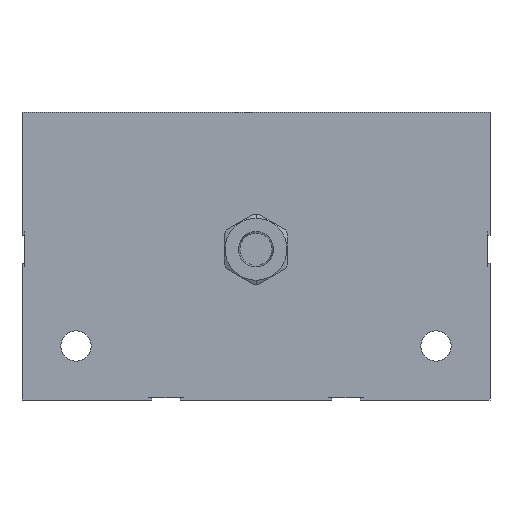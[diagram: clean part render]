
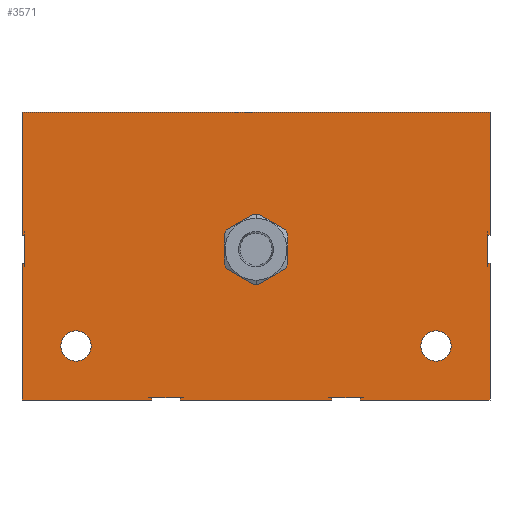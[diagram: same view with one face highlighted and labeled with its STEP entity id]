
A CAD part, left-side view. The second image highlights one B-rep face of the part: STEP entity #3571.
In plain terms, the highlighted planar face has unit normal (-1, 0, 0).
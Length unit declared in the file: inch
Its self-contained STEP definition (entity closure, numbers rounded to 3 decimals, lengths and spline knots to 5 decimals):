
#9=DIRECTION('',(0.,-1.,0.));
#10=VECTOR('',#9,1.80369);
#11=CARTESIAN_POINT('',(0.,0.,0.));
#12=LINE('',#11,#10);
#17=DIRECTION('',(0.,-1.,0.));
#18=VECTOR('',#17,2.10737);
#19=CARTESIAN_POINT('',(0.,-2.19631,0.));
#20=LINE('',#19,#18);
#21=DIRECTION('',(0.,-1.,0.));
#22=VECTOR('',#21,1.80369);
#23=CARTESIAN_POINT('',(0.,-4.69631,0.));
#24=LINE('',#23,#22);
#708=DIRECTION('',(0.,-1.,0.));
#709=VECTOR('',#708,6.5);
#710=CARTESIAN_POINT('',(0.,0.,4.));
#711=LINE('',#710,#709);
#744=CARTESIAN_POINT('',(0.,-3.25,2.094));
#745=DIRECTION('',(1.,0.,0.));
#746=DIRECTION('',(0.,0.,-1.));
#747=AXIS2_PLACEMENT_3D('',#744,#745,#746);
#749=CARTESIAN_POINT('',(0.,-3.25,2.094));
#750=DIRECTION('',(1.,0.,0.));
#751=DIRECTION('',(0.,0.,1.));
#752=AXIS2_PLACEMENT_3D('',#749,#750,#751);
#754=CARTESIAN_POINT('',(0.,-0.75,0.75));
#755=DIRECTION('',(1.,0.,0.));
#756=DIRECTION('',(0.,0.,-1.));
#757=AXIS2_PLACEMENT_3D('',#754,#755,#756);
#759=CARTESIAN_POINT('',(0.,-0.75,0.75));
#760=DIRECTION('',(1.,0.,0.));
#761=DIRECTION('',(0.,0.,1.));
#762=AXIS2_PLACEMENT_3D('',#759,#760,#761);
#764=CARTESIAN_POINT('',(0.,-5.75,0.75));
#765=DIRECTION('',(1.,0.,0.));
#766=DIRECTION('',(0.,0.,-1.));
#767=AXIS2_PLACEMENT_3D('',#764,#765,#766);
#769=CARTESIAN_POINT('',(0.,-5.75,0.75));
#770=DIRECTION('',(1.,0.,0.));
#771=DIRECTION('',(0.,0.,1.));
#772=AXIS2_PLACEMENT_3D('',#769,#770,#771);
#774=DIRECTION('',(0.,0.,1.));
#775=VECTOR('',#774,0.032);
#776=CARTESIAN_POINT('',(0.,-4.30369,0.));
#777=LINE('',#776,#775);
#778=DIRECTION('',(0.,0.,1.));
#779=VECTOR('',#778,0.032);
#780=CARTESIAN_POINT('',(0.,-2.19631,0.));
#781=LINE('',#780,#779);
#782=DIRECTION('',(0.,1.,0.));
#783=VECTOR('',#782,0.39263);
#784=CARTESIAN_POINT('',(0.,-2.19631,0.032));
#785=LINE('',#784,#783);
#786=DIRECTION('',(0.,0.,1.));
#787=VECTOR('',#786,0.032);
#788=CARTESIAN_POINT('',(0.,-1.80369,0.));
#789=LINE('',#788,#787);
#790=DIRECTION('',(0.,0.,1.));
#791=VECTOR('',#790,1.89769);
#792=CARTESIAN_POINT('',(0.,0.,0.));
#793=LINE('',#792,#791);
#794=DIRECTION('',(0.,-1.,0.));
#795=VECTOR('',#794,0.032);
#796=CARTESIAN_POINT('',(0.,0.,1.89769));
#797=LINE('',#796,#795);
#798=DIRECTION('',(0.,0.,-1.));
#799=VECTOR('',#798,0.39263);
#800=CARTESIAN_POINT('',(0.,-0.032,2.29031));
#801=LINE('',#800,#799);
#802=DIRECTION('',(0.,-1.,0.));
#803=VECTOR('',#802,0.032);
#804=CARTESIAN_POINT('',(0.,0.,2.29031));
#805=LINE('',#804,#803);
#806=DIRECTION('',(0.,0.,1.));
#807=VECTOR('',#806,1.70969);
#808=CARTESIAN_POINT('',(0.,0.,2.29031));
#809=LINE('',#808,#807);
#810=DIRECTION('',(0.,1.,0.));
#811=VECTOR('',#810,0.032);
#812=CARTESIAN_POINT('',(0.,-6.5,2.29031));
#813=LINE('',#812,#811);
#814=DIRECTION('',(0.,0.,-1.));
#815=VECTOR('',#814,0.39263);
#816=CARTESIAN_POINT('',(0.,-6.468,2.29031));
#817=LINE('',#816,#815);
#818=DIRECTION('',(0.,1.,0.));
#819=VECTOR('',#818,0.032);
#820=CARTESIAN_POINT('',(0.,-6.5,1.89769));
#821=LINE('',#820,#819);
#822=DIRECTION('',(0.,0.,1.));
#823=VECTOR('',#822,0.032);
#824=CARTESIAN_POINT('',(0.,-4.69631,0.));
#825=LINE('',#824,#823);
#826=DIRECTION('',(0.,1.,0.));
#827=VECTOR('',#826,0.39263);
#828=CARTESIAN_POINT('',(0.,-4.69631,0.032));
#829=LINE('',#828,#827);
#2001=DIRECTION('',(0.,0.,1.));
#2002=VECTOR('',#2001,1.89769);
#2003=CARTESIAN_POINT('',(0.,-6.5,0.));
#2004=LINE('',#2003,#2002);
#2005=DIRECTION('',(0.,0.,1.));
#2006=VECTOR('',#2005,1.70969);
#2007=CARTESIAN_POINT('',(0.,-6.5,2.29031));
#2008=LINE('',#2007,#2006);
#2470=CARTESIAN_POINT('',(0.,-6.5,0.));
#2472=VERTEX_POINT('',#2470);
#2475=CARTESIAN_POINT('',(0.,0.,0.));
#2477=VERTEX_POINT('',#2475);
#2478=CARTESIAN_POINT('',(0.,0.,4.));
#2479=CARTESIAN_POINT('',(0.,-6.5,4.));
#2480=VERTEX_POINT('',#2478);
#2481=VERTEX_POINT('',#2479);
#2622=CARTESIAN_POINT('',(0.,-0.032,1.89769));
#2624=VERTEX_POINT('',#2622);
#2626=CARTESIAN_POINT('',(0.,-0.032,2.29031));
#2628=VERTEX_POINT('',#2626);
#2630=CARTESIAN_POINT('',(0.,0.,1.89769));
#2631=VERTEX_POINT('',#2630);
#2632=CARTESIAN_POINT('',(0.,0.,2.29031));
#2633=VERTEX_POINT('',#2632);
#2686=CARTESIAN_POINT('',(0.,-3.25,2.5245));
#2687=VERTEX_POINT('',#2686);
#2692=CARTESIAN_POINT('',(0.,-3.25,1.6635));
#2693=VERTEX_POINT('',#2692);
#2706=CARTESIAN_POINT('',(0.,-0.75,0.539));
#2707=CARTESIAN_POINT('',(0.,-0.75,0.961));
#2708=VERTEX_POINT('',#2706);
#2709=VERTEX_POINT('',#2707);
#2714=CARTESIAN_POINT('',(0.,-5.75,0.539));
#2715=CARTESIAN_POINT('',(0.,-5.75,0.961));
#2716=VERTEX_POINT('',#2714);
#2717=VERTEX_POINT('',#2715);
#2738=CARTESIAN_POINT('',(0.,-6.468,1.89769));
#2740=VERTEX_POINT('',#2738);
#2742=CARTESIAN_POINT('',(0.,-6.5,1.89769));
#2743=VERTEX_POINT('',#2742);
#2744=CARTESIAN_POINT('',(0.,-6.5,2.29031));
#2745=CARTESIAN_POINT('',(0.,-6.468,2.29031));
#2746=VERTEX_POINT('',#2744);
#2747=VERTEX_POINT('',#2745);
#2804=CARTESIAN_POINT('',(0.,-1.80369,0.032));
#2806=VERTEX_POINT('',#2804);
#2816=CARTESIAN_POINT('',(0.,-1.80369,0.));
#2817=VERTEX_POINT('',#2816);
#2818=CARTESIAN_POINT('',(0.,-2.19631,0.));
#2819=CARTESIAN_POINT('',(0.,-2.19631,0.032));
#2820=VERTEX_POINT('',#2818);
#2821=VERTEX_POINT('',#2819);
#2848=CARTESIAN_POINT('',(0.,-4.30369,0.032));
#2850=VERTEX_POINT('',#2848);
#2860=CARTESIAN_POINT('',(0.,-4.30369,0.));
#2861=VERTEX_POINT('',#2860);
#2862=CARTESIAN_POINT('',(0.,-4.69631,0.));
#2863=CARTESIAN_POINT('',(0.,-4.69631,0.032));
#2864=VERTEX_POINT('',#2862);
#2865=VERTEX_POINT('',#2863);
#3513=CARTESIAN_POINT('',(0.,0.,0.));
#3514=DIRECTION('',(-1.,0.,0.));
#3515=DIRECTION('',(0.,-1.,0.));
#3516=AXIS2_PLACEMENT_3D('',#3513,#3514,#3515);
#3517=PLANE('',#3516);
#3519=ORIENTED_EDGE('',*,*,#3518,.F.);
#3520=ORIENTED_EDGE('',*,*,#2903,.F.);
#3521=ORIENTED_EDGE('',*,*,#2949,.T.);
#3522=ORIENTED_EDGE('',*,*,#2960,.T.);
#3523=ORIENTED_EDGE('',*,*,#2934,.F.);
#3524=ORIENTED_EDGE('',*,*,#2887,.F.);
#3526=ORIENTED_EDGE('',*,*,#3525,.T.);
#3528=ORIENTED_EDGE('',*,*,#3527,.T.);
#3530=ORIENTED_EDGE('',*,*,#3529,.F.);
#3532=ORIENTED_EDGE('',*,*,#3531,.F.);
#3534=ORIENTED_EDGE('',*,*,#3533,.T.);
#3535=ORIENTED_EDGE('',*,*,#3491,.T.);
#3537=ORIENTED_EDGE('',*,*,#3536,.F.);
#3539=ORIENTED_EDGE('',*,*,#3538,.T.);
#3541=ORIENTED_EDGE('',*,*,#3540,.T.);
#3543=ORIENTED_EDGE('',*,*,#3542,.F.);
#3545=ORIENTED_EDGE('',*,*,#3544,.F.);
#3546=ORIENTED_EDGE('',*,*,#2915,.F.);
#3548=ORIENTED_EDGE('',*,*,#3547,.T.);
#3550=ORIENTED_EDGE('',*,*,#3549,.T.);
#3551=EDGE_LOOP('',(#3519,#3520,#3521,#3522,#3523,#3524,#3526,#3528,#3530,#3532,
#3534,#3535,#3537,#3539,#3541,#3543,#3545,#3546,#3548,#3550));
#3552=FACE_OUTER_BOUND('',#3551,.F.);
#3554=ORIENTED_EDGE('',*,*,#3553,.F.);
#3556=ORIENTED_EDGE('',*,*,#3555,.F.);
#3557=EDGE_LOOP('',(#3554,#3556));
#3558=FACE_BOUND('',#3557,.F.);
#3560=ORIENTED_EDGE('',*,*,#3559,.F.);
#3562=ORIENTED_EDGE('',*,*,#3561,.F.);
#3563=EDGE_LOOP('',(#3560,#3562));
#3564=FACE_BOUND('',#3563,.F.);
#3566=ORIENTED_EDGE('',*,*,#3565,.F.);
#3568=ORIENTED_EDGE('',*,*,#3567,.F.);
#3569=EDGE_LOOP('',(#3566,#3568));
#3570=FACE_BOUND('',#3569,.F.);
#3571=ADVANCED_FACE('',(#3552,#3558,#3564,#3570),#3517,.T.);
#748=CIRCLE('',#747,0.4305);
#753=CIRCLE('',#752,0.4305);
#758=CIRCLE('',#757,0.211);
#763=CIRCLE('',#762,0.211);
#768=CIRCLE('',#767,0.211);
#773=CIRCLE('',#772,0.211);
#2887=EDGE_CURVE('',#2477,#2817,#12,.T.);
#2903=EDGE_CURVE('',#2820,#2861,#20,.T.);
#2915=EDGE_CURVE('',#2864,#2472,#24,.T.);
#2934=EDGE_CURVE('',#2817,#2806,#789,.T.);
#2949=EDGE_CURVE('',#2820,#2821,#781,.T.);
#2960=EDGE_CURVE('',#2821,#2806,#785,.T.);
#3491=EDGE_CURVE('',#2480,#2481,#711,.T.);
#3518=EDGE_CURVE('',#2861,#2850,#777,.T.);
#3525=EDGE_CURVE('',#2477,#2631,#793,.T.);
#3527=EDGE_CURVE('',#2631,#2624,#797,.T.);
#3529=EDGE_CURVE('',#2628,#2624,#801,.T.);
#3531=EDGE_CURVE('',#2633,#2628,#805,.T.);
#3533=EDGE_CURVE('',#2633,#2480,#809,.T.);
#3536=EDGE_CURVE('',#2746,#2481,#2008,.T.);
#3538=EDGE_CURVE('',#2746,#2747,#813,.T.);
#3540=EDGE_CURVE('',#2747,#2740,#817,.T.);
#3542=EDGE_CURVE('',#2743,#2740,#821,.T.);
#3544=EDGE_CURVE('',#2472,#2743,#2004,.T.);
#3547=EDGE_CURVE('',#2864,#2865,#825,.T.);
#3549=EDGE_CURVE('',#2865,#2850,#829,.T.);
#3553=EDGE_CURVE('',#2708,#2709,#758,.T.);
#3555=EDGE_CURVE('',#2709,#2708,#763,.T.);
#3559=EDGE_CURVE('',#2716,#2717,#768,.T.);
#3561=EDGE_CURVE('',#2717,#2716,#773,.T.);
#3565=EDGE_CURVE('',#2693,#2687,#748,.T.);
#3567=EDGE_CURVE('',#2687,#2693,#753,.T.);
